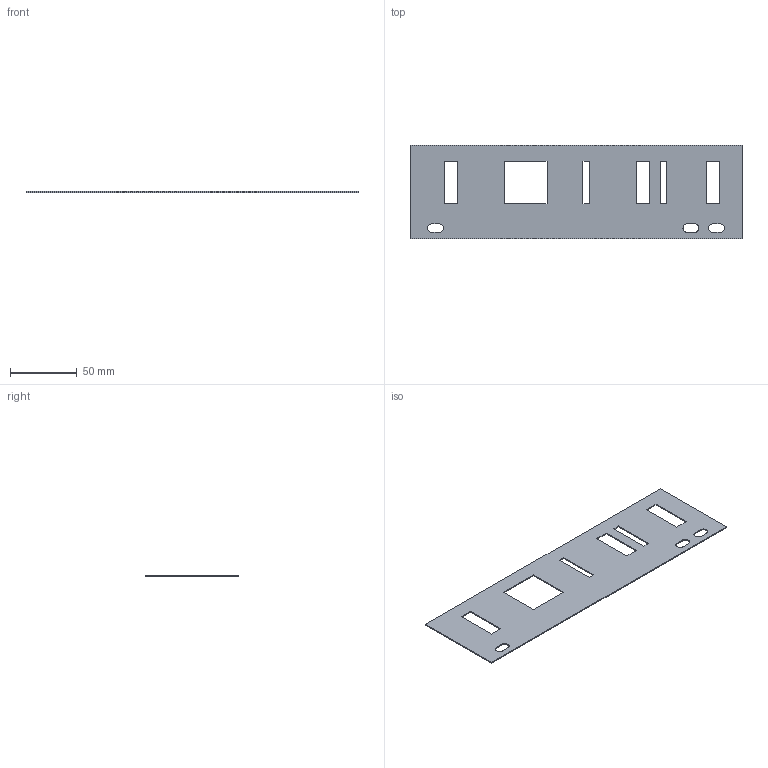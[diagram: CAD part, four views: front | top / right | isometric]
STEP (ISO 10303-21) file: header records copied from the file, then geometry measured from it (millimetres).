
FILE_DESCRIPTION((''),'2;1');
FILE_NAME('CAD-6706','2019-09-06T09:54:41',('creinig-se'),(''),'CREO PARAMETRIC BY PTC INC, 2018420','CREO PARAMETRIC BY PTC INC, 2018420','');
FILE_SCHEMA(('CONFIG_CONTROL_DESIGN','SHAPE_APPEARANCE_LAYERS_GROUPS'));
Length unit declared in the file: millimetre
Products named in the file (1): CAD-6706
Bounding box: 249.6 x 70.2 x 0.8 mm (x, y, z)
Volume: 12008.9 mm3; surface area: 31031.7 mm2
Topology: 1 solids, 1 shells, 42 faces, 135 edges, 98 vertices
Faces by surface type: plane 36, cylinder 6
Entity records: 2029 total; most frequent: CARTESIAN_POINT 270, ORIENTED_EDGE 264, DIRECTION 245, PRESENTATION_STYLE_ASSIGNMENT 137, STYLED_ITEM 137, CURVE_STYLE 136, EDGE_CURVE 132, VECTOR 111
